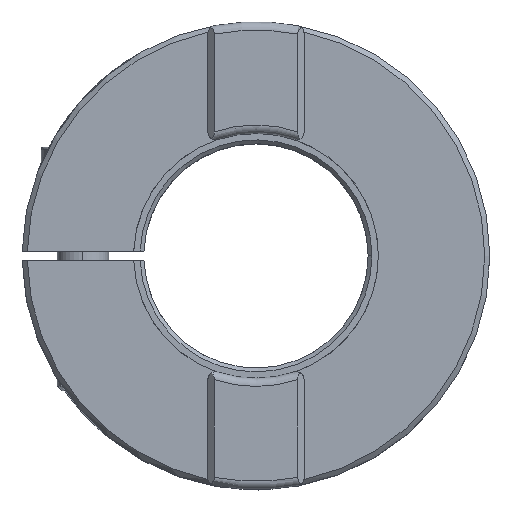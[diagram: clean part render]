
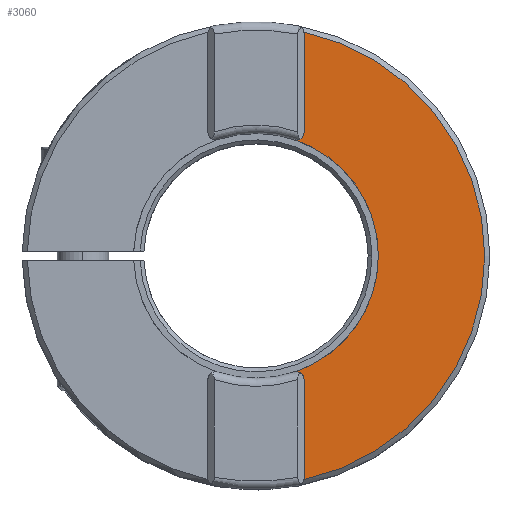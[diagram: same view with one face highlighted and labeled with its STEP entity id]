
A CAD part, top view. The second image highlights one B-rep face of the part: STEP entity #3060.
In plain terms, the highlighted planar face has unit normal (0, 0, 1).
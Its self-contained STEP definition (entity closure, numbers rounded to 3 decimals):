
#71 = VERTEX_POINT ( 'NONE', #1587 ) ;
#93 = CARTESIAN_POINT ( 'NONE',  ( 0., 0., 25. ) ) ;
#162 = CIRCLE ( 'NONE', #632, 35.7 ) ;
#364 = EDGE_CURVE ( 'NONE', #2002, #71, #1317, .T. ) ;
#418 = DIRECTION ( 'NONE',  ( 1., 0., 0. ) ) ;
#425 = EDGE_CURVE ( 'NONE', #71, #3177, #2693, .T. ) ;
#475 = CARTESIAN_POINT ( 'NONE',  ( 6.3, -19.298, 25. ) ) ;
#484 = ORIENTED_EDGE ( 'NONE', *, *, #615, .F. ) ;
#521 = VECTOR ( 'NONE', #2451, 1000. ) ;
#575 = CIRCLE ( 'NONE', #2508, 1.2 ) ;
#615 = EDGE_CURVE ( 'NONE', #2002, #1243, #162, .T. ) ;
#622 = ORIENTED_EDGE ( 'NONE', *, *, #2258, .T. ) ;
#632 = AXIS2_PLACEMENT_3D ( 'NONE', #1172, #2218, #1986 ) ;
#655 = EDGE_CURVE ( 'NONE', #698, #2989, #575, .T. ) ;
#698 = VERTEX_POINT ( 'NONE', #761 ) ;
#761 = CARTESIAN_POINT ( 'NONE',  ( 5.928, -18.157, 25. ) ) ;
#780 = DIRECTION ( 'NONE',  ( 1., 0., 0. ) ) ;
#932 = DIRECTION ( 'NONE',  ( 0., 0., -1. ) ) ;
#947 = CARTESIAN_POINT ( 'NONE',  ( 0., 0., 25. ) ) ;
#1101 = EDGE_CURVE ( 'NONE', #3177, #1948, #3417, .T. ) ;
#1172 = CARTESIAN_POINT ( 'NONE',  ( 0., 0., 25. ) ) ;
#1197 = AXIS2_PLACEMENT_3D ( 'NONE', #1884, #2187, #1648 ) ;
#1231 = AXIS2_PLACEMENT_3D ( 'NONE', #947, #3356, #1739 ) ;
#1241 = PLANE ( 'NONE',  #1231 ) ;
#1242 = CARTESIAN_POINT ( 'NONE',  ( 0., 0., 25. ) ) ;
#1243 = VERTEX_POINT ( 'NONE', #3426 ) ;
#1247 = CIRCLE ( 'NONE', #1293, 19.1 ) ;
#1293 = AXIS2_PLACEMENT_3D ( 'NONE', #93, #932, #3038 ) ;
#1317 = LINE ( 'NONE', #3439, #3026 ) ;
#1467 = AXIS2_PLACEMENT_3D ( 'NONE', #1242, #2575, #418 ) ;
#1551 = ORIENTED_EDGE ( 'NONE', *, *, #1101, .T. ) ;
#1579 = CARTESIAN_POINT ( 'NONE',  ( 19.1, 0., 25. ) ) ;
#1587 = CARTESIAN_POINT ( 'NONE',  ( 7.5, 19.298, 25. ) ) ;
#1648 = DIRECTION ( 'NONE',  ( 1., 0., 0. ) ) ;
#1667 = CARTESIAN_POINT ( 'NONE',  ( 7.5, 35.721, 25. ) ) ;
#1739 = DIRECTION ( 'NONE',  ( 1., 0., 0. ) ) ;
#1764 = EDGE_CURVE ( 'NONE', #2989, #1243, #2434, .T. ) ;
#1884 = CARTESIAN_POINT ( 'NONE',  ( 6.3, 19.298, 25. ) ) ;
#1948 = VERTEX_POINT ( 'NONE', #1579 ) ;
#1986 = DIRECTION ( 'NONE',  ( 1., 0., 0. ) ) ;
#2002 = VERTEX_POINT ( 'NONE', #3170 ) ;
#2115 = DIRECTION ( 'NONE',  ( 0., -1., 0. ) ) ;
#2141 = CARTESIAN_POINT ( 'NONE',  ( 5.928, 18.157, 25. ) ) ;
#2187 = DIRECTION ( 'NONE',  ( 0., 0., -1. ) ) ;
#2218 = DIRECTION ( 'NONE',  ( 0., 0., -1. ) ) ;
#2258 = EDGE_CURVE ( 'NONE', #1948, #698, #1247, .T. ) ;
#2393 = ORIENTED_EDGE ( 'NONE', *, *, #364, .T. ) ;
#2434 = LINE ( 'NONE', #1667, #521 ) ;
#2451 = DIRECTION ( 'NONE',  ( 0., -1., 0. ) ) ;
#2508 = AXIS2_PLACEMENT_3D ( 'NONE', #475, #2827, #780 ) ;
#2537 = FACE_OUTER_BOUND ( 'NONE', #3089, .T. ) ;
#2575 = DIRECTION ( 'NONE',  ( 0., 0., -1. ) ) ;
#2693 = CIRCLE ( 'NONE', #1197, 1.2 ) ;
#2827 = DIRECTION ( 'NONE',  ( 0., 0., -1. ) ) ;
#2838 = CARTESIAN_POINT ( 'NONE',  ( 7.5, -19.298, 25. ) ) ;
#2861 = ORIENTED_EDGE ( 'NONE', *, *, #1764, .T. ) ;
#2928 = ORIENTED_EDGE ( 'NONE', *, *, #425, .T. ) ;
#2989 = VERTEX_POINT ( 'NONE', #2838 ) ;
#3026 = VECTOR ( 'NONE', #2115, 1000. ) ;
#3028 = ORIENTED_EDGE ( 'NONE', *, *, #655, .T. ) ;
#3038 = DIRECTION ( 'NONE',  ( 1., 0., 0. ) ) ;
#3060 = ADVANCED_FACE ( 'NONE', ( #2537 ), #1241, .T. ) ;
#3089 = EDGE_LOOP ( 'NONE', ( #2393, #2928, #1551, #622, #3028, #2861, #484 ) ) ;
#3170 = CARTESIAN_POINT ( 'NONE',  ( 7.5, 34.903, 25. ) ) ;
#3177 = VERTEX_POINT ( 'NONE', #2141 ) ;
#3356 = DIRECTION ( 'NONE',  ( 0., 0., 1. ) ) ;
#3417 = CIRCLE ( 'NONE', #1467, 19.1 ) ;
#3426 = CARTESIAN_POINT ( 'NONE',  ( 7.5, -34.903, 25. ) ) ;
#3439 = CARTESIAN_POINT ( 'NONE',  ( 7.5, 35.721, 25. ) ) ;
